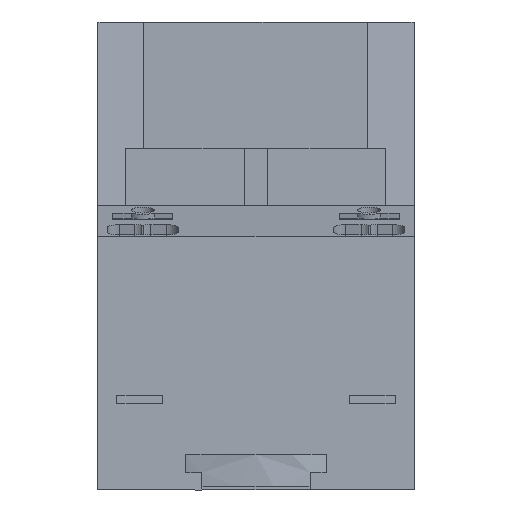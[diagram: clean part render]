
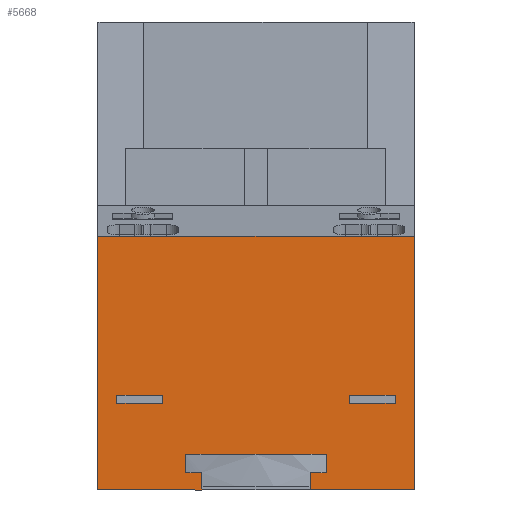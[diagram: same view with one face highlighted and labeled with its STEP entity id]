
A CAD part, front view. The second image highlights one B-rep face of the part: STEP entity #5668.
In plain terms, the highlighted planar face has unit normal (0, -1, 0).
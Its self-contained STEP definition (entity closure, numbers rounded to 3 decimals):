
#5486=AXIS2_PLACEMENT_3D('Plane Axis2P3D',#5483,#5484,#5485) ;
#2722=CARTESIAN_POINT('Line Origine',(0.,3.965,12.45)) ;
#2726=CARTESIAN_POINT('Vertex',(0.,3.965,0.)) ;
#2728=CARTESIAN_POINT('Vertex',(0.,3.965,24.9)) ;
#2943=CARTESIAN_POINT('Vertex',(31.,3.965,0.)) ;
#3089=CARTESIAN_POINT('Vertex',(31.,3.965,24.9)) ;
#3092=CARTESIAN_POINT('Line Origine',(31.,3.965,12.45)) ;
#5483=CARTESIAN_POINT('Axis2P3D Location',(0.,3.965,24.9)) ;
#5488=CARTESIAN_POINT('Line Origine',(5.101,3.965,0.)) ;
#5492=CARTESIAN_POINT('Vertex',(10.203,3.965,0.)) ;
#5495=CARTESIAN_POINT('Line Origine',(10.203,3.965,0.15)) ;
#5499=CARTESIAN_POINT('Vertex',(10.203,3.965,0.3)) ;
#5502=CARTESIAN_POINT('Line Origine',(10.203,3.965,1.)) ;
#5506=CARTESIAN_POINT('Vertex',(10.203,3.965,1.7)) ;
#5509=CARTESIAN_POINT('Line Origine',(9.401,3.965,1.7)) ;
#5513=CARTESIAN_POINT('Vertex',(8.6,3.965,1.7)) ;
#5516=CARTESIAN_POINT('Line Origine',(8.6,3.965,2.6)) ;
#5520=CARTESIAN_POINT('Vertex',(8.6,3.965,3.5)) ;
#5523=CARTESIAN_POINT('Line Origine',(10.04,3.965,3.5)) ;
#5527=CARTESIAN_POINT('Vertex',(11.481,3.965,3.5)) ;
#5530=CARTESIAN_POINT('Line Origine',(15.5,3.965,3.5)) ;
#5534=CARTESIAN_POINT('Vertex',(19.519,3.965,3.5)) ;
#5537=CARTESIAN_POINT('Line Origine',(20.96,3.965,3.5)) ;
#5541=CARTESIAN_POINT('Vertex',(22.4,3.965,3.5)) ;
#5544=CARTESIAN_POINT('Line Origine',(22.4,3.965,2.6)) ;
#5548=CARTESIAN_POINT('Vertex',(22.4,3.965,1.7)) ;
#5551=CARTESIAN_POINT('Line Origine',(21.599,3.965,1.7)) ;
#5555=CARTESIAN_POINT('Vertex',(20.797,3.965,1.7)) ;
#5558=CARTESIAN_POINT('Line Origine',(20.797,3.965,1.)) ;
#5562=CARTESIAN_POINT('Vertex',(20.797,3.965,0.3)) ;
#5565=CARTESIAN_POINT('Line Origine',(20.797,3.965,0.15)) ;
#5569=CARTESIAN_POINT('Vertex',(20.797,3.965,0.)) ;
#5572=CARTESIAN_POINT('Line Origine',(25.899,3.965,0.)) ;
#5577=CARTESIAN_POINT('Line Origine',(15.5,3.965,24.9)) ;
#5600=CARTESIAN_POINT('Line Origine',(4.1,3.965,8.5)) ;
#5604=CARTESIAN_POINT('Vertex',(1.85,3.965,8.5)) ;
#5606=CARTESIAN_POINT('Vertex',(6.35,3.965,8.5)) ;
#5609=CARTESIAN_POINT('Line Origine',(1.85,3.965,8.9)) ;
#5613=CARTESIAN_POINT('Vertex',(1.85,3.965,9.3)) ;
#5616=CARTESIAN_POINT('Line Origine',(4.1,3.965,9.3)) ;
#5620=CARTESIAN_POINT('Vertex',(6.35,3.965,9.3)) ;
#5623=CARTESIAN_POINT('Line Origine',(6.35,3.965,8.9)) ;
#5634=CARTESIAN_POINT('Line Origine',(29.15,3.965,8.9)) ;
#5638=CARTESIAN_POINT('Vertex',(29.15,3.965,9.3)) ;
#5640=CARTESIAN_POINT('Vertex',(29.15,3.965,8.5)) ;
#5643=CARTESIAN_POINT('Line Origine',(26.9,3.965,8.5)) ;
#5647=CARTESIAN_POINT('Vertex',(24.65,3.965,8.5)) ;
#5650=CARTESIAN_POINT('Line Origine',(24.65,3.965,8.9)) ;
#5654=CARTESIAN_POINT('Vertex',(24.65,3.965,9.3)) ;
#5657=CARTESIAN_POINT('Line Origine',(26.9,3.965,9.3)) ;
#2723=DIRECTION('Vector Direction',(0.,0.,-1.)) ;
#3093=DIRECTION('Vector Direction',(0.,0.,-1.)) ;
#5484=DIRECTION('Axis2P3D Direction',(0.,-1.,0.)) ;
#5485=DIRECTION('Axis2P3D XDirection',(0.,0.,-1.)) ;
#5489=DIRECTION('Vector Direction',(1.,0.,0.)) ;
#5496=DIRECTION('Vector Direction',(0.,0.,1.)) ;
#5503=DIRECTION('Vector Direction',(0.,0.,1.)) ;
#5510=DIRECTION('Vector Direction',(-1.,0.,0.)) ;
#5517=DIRECTION('Vector Direction',(0.,0.,1.)) ;
#5524=DIRECTION('Vector Direction',(1.,0.,0.)) ;
#5531=DIRECTION('Vector Direction',(1.,0.,0.)) ;
#5538=DIRECTION('Vector Direction',(1.,0.,0.)) ;
#5545=DIRECTION('Vector Direction',(0.,0.,-1.)) ;
#5552=DIRECTION('Vector Direction',(-1.,0.,0.)) ;
#5559=DIRECTION('Vector Direction',(0.,0.,-1.)) ;
#5566=DIRECTION('Vector Direction',(0.,0.,-1.)) ;
#5573=DIRECTION('Vector Direction',(1.,0.,0.)) ;
#5578=DIRECTION('Vector Direction',(1.,0.,0.)) ;
#5601=DIRECTION('Vector Direction',(1.,0.,0.)) ;
#5610=DIRECTION('Vector Direction',(0.,0.,1.)) ;
#5617=DIRECTION('Vector Direction',(-1.,0.,0.)) ;
#5624=DIRECTION('Vector Direction',(0.,0.,-1.)) ;
#5635=DIRECTION('Vector Direction',(0.,0.,-1.)) ;
#5644=DIRECTION('Vector Direction',(1.,0.,0.)) ;
#5651=DIRECTION('Vector Direction',(0.,0.,1.)) ;
#5658=DIRECTION('Vector Direction',(-1.,0.,0.)) ;
#2724=VECTOR('Line Direction',#2723,1.) ;
#3094=VECTOR('Line Direction',#3093,1.) ;
#5490=VECTOR('Line Direction',#5489,1.) ;
#5497=VECTOR('Line Direction',#5496,1.) ;
#5504=VECTOR('Line Direction',#5503,1.) ;
#5511=VECTOR('Line Direction',#5510,1.) ;
#5518=VECTOR('Line Direction',#5517,1.) ;
#5525=VECTOR('Line Direction',#5524,1.) ;
#5532=VECTOR('Line Direction',#5531,1.) ;
#5539=VECTOR('Line Direction',#5538,1.) ;
#5546=VECTOR('Line Direction',#5545,1.) ;
#5553=VECTOR('Line Direction',#5552,1.) ;
#5560=VECTOR('Line Direction',#5559,1.) ;
#5567=VECTOR('Line Direction',#5566,1.) ;
#5574=VECTOR('Line Direction',#5573,1.) ;
#5579=VECTOR('Line Direction',#5578,1.) ;
#5602=VECTOR('Line Direction',#5601,1.) ;
#5611=VECTOR('Line Direction',#5610,1.) ;
#5618=VECTOR('Line Direction',#5617,1.) ;
#5625=VECTOR('Line Direction',#5624,1.) ;
#5636=VECTOR('Line Direction',#5635,1.) ;
#5645=VECTOR('Line Direction',#5644,1.) ;
#5652=VECTOR('Line Direction',#5651,1.) ;
#5659=VECTOR('Line Direction',#5658,1.) ;
#5583=ORIENTED_EDGE('',*,*,#2730,.F.) ;
#5584=ORIENTED_EDGE('',*,*,#5494,.T.) ;
#5585=ORIENTED_EDGE('',*,*,#5501,.F.) ;
#5586=ORIENTED_EDGE('',*,*,#5508,.F.) ;
#5587=ORIENTED_EDGE('',*,*,#5515,.F.) ;
#5588=ORIENTED_EDGE('',*,*,#5522,.F.) ;
#5589=ORIENTED_EDGE('',*,*,#5529,.F.) ;
#5590=ORIENTED_EDGE('',*,*,#5536,.F.) ;
#5591=ORIENTED_EDGE('',*,*,#5543,.F.) ;
#5592=ORIENTED_EDGE('',*,*,#5550,.F.) ;
#5593=ORIENTED_EDGE('',*,*,#5557,.F.) ;
#5594=ORIENTED_EDGE('',*,*,#5564,.F.) ;
#5595=ORIENTED_EDGE('',*,*,#5571,.F.) ;
#5596=ORIENTED_EDGE('',*,*,#5576,.T.) ;
#5597=ORIENTED_EDGE('',*,*,#3096,.F.) ;
#5598=ORIENTED_EDGE('',*,*,#5581,.F.) ;
#5629=ORIENTED_EDGE('',*,*,#5608,.F.) ;
#5630=ORIENTED_EDGE('',*,*,#5615,.F.) ;
#5631=ORIENTED_EDGE('',*,*,#5622,.F.) ;
#5632=ORIENTED_EDGE('',*,*,#5627,.F.) ;
#5663=ORIENTED_EDGE('',*,*,#5642,.T.) ;
#5664=ORIENTED_EDGE('',*,*,#5649,.F.) ;
#5665=ORIENTED_EDGE('',*,*,#5656,.T.) ;
#5666=ORIENTED_EDGE('',*,*,#5661,.F.) ;
#5633=FACE_BOUND('',#5628,.T.) ;
#5667=FACE_BOUND('',#5662,.T.) ;
#5668=ADVANCED_FACE('Sockel',(#5599,#5633,#5667),#5487,.T.) ;
#2730=EDGE_CURVE('',#2727,#2729,#2725,.F.) ;
#3096=EDGE_CURVE('',#3090,#2944,#3095,.T.) ;
#5494=EDGE_CURVE('',#2727,#5493,#5491,.T.) ;
#5501=EDGE_CURVE('',#5500,#5493,#5498,.F.) ;
#5508=EDGE_CURVE('',#5507,#5500,#5505,.F.) ;
#5515=EDGE_CURVE('',#5514,#5507,#5512,.F.) ;
#5522=EDGE_CURVE('',#5521,#5514,#5519,.F.) ;
#5529=EDGE_CURVE('',#5528,#5521,#5526,.F.) ;
#5536=EDGE_CURVE('',#5535,#5528,#5533,.F.) ;
#5543=EDGE_CURVE('',#5542,#5535,#5540,.F.) ;
#5550=EDGE_CURVE('',#5549,#5542,#5547,.F.) ;
#5557=EDGE_CURVE('',#5556,#5549,#5554,.F.) ;
#5564=EDGE_CURVE('',#5563,#5556,#5561,.F.) ;
#5571=EDGE_CURVE('',#5570,#5563,#5568,.F.) ;
#5576=EDGE_CURVE('',#5570,#2944,#5575,.T.) ;
#5581=EDGE_CURVE('',#2729,#3090,#5580,.T.) ;
#5608=EDGE_CURVE('',#5605,#5607,#5603,.T.) ;
#5615=EDGE_CURVE('',#5614,#5605,#5612,.F.) ;
#5622=EDGE_CURVE('',#5621,#5614,#5619,.T.) ;
#5627=EDGE_CURVE('',#5607,#5621,#5626,.F.) ;
#5642=EDGE_CURVE('',#5639,#5641,#5637,.T.) ;
#5649=EDGE_CURVE('',#5648,#5641,#5646,.T.) ;
#5656=EDGE_CURVE('',#5648,#5655,#5653,.T.) ;
#5661=EDGE_CURVE('',#5639,#5655,#5660,.T.) ;
#5582=EDGE_LOOP('',(#5583,#5584,#5585,#5586,#5587,#5588,#5589,#5590,#5591,#5592,#5593,#5594,#5595,#5596,#5597,#5598)) ;
#5628=EDGE_LOOP('',(#5629,#5630,#5631,#5632)) ;
#5662=EDGE_LOOP('',(#5663,#5664,#5665,#5666)) ;
#5599=FACE_OUTER_BOUND('',#5582,.T.) ;
#2725=LINE('Line',#2722,#2724) ;
#3095=LINE('Line',#3092,#3094) ;
#5491=LINE('Line',#5488,#5490) ;
#5498=LINE('Line',#5495,#5497) ;
#5505=LINE('Line',#5502,#5504) ;
#5512=LINE('Line',#5509,#5511) ;
#5519=LINE('Line',#5516,#5518) ;
#5526=LINE('Line',#5523,#5525) ;
#5533=LINE('Line',#5530,#5532) ;
#5540=LINE('Line',#5537,#5539) ;
#5547=LINE('Line',#5544,#5546) ;
#5554=LINE('Line',#5551,#5553) ;
#5561=LINE('Line',#5558,#5560) ;
#5568=LINE('Line',#5565,#5567) ;
#5575=LINE('Line',#5572,#5574) ;
#5580=LINE('Line',#5577,#5579) ;
#5603=LINE('Line',#5600,#5602) ;
#5612=LINE('Line',#5609,#5611) ;
#5619=LINE('Line',#5616,#5618) ;
#5626=LINE('Line',#5623,#5625) ;
#5637=LINE('Line',#5634,#5636) ;
#5646=LINE('Line',#5643,#5645) ;
#5653=LINE('Line',#5650,#5652) ;
#5660=LINE('Line',#5657,#5659) ;
#5487=PLANE('',#5486) ;
#2727=VERTEX_POINT('',#2726) ;
#2729=VERTEX_POINT('',#2728) ;
#2944=VERTEX_POINT('',#2943) ;
#3090=VERTEX_POINT('',#3089) ;
#5493=VERTEX_POINT('',#5492) ;
#5500=VERTEX_POINT('',#5499) ;
#5507=VERTEX_POINT('',#5506) ;
#5514=VERTEX_POINT('',#5513) ;
#5521=VERTEX_POINT('',#5520) ;
#5528=VERTEX_POINT('',#5527) ;
#5535=VERTEX_POINT('',#5534) ;
#5542=VERTEX_POINT('',#5541) ;
#5549=VERTEX_POINT('',#5548) ;
#5556=VERTEX_POINT('',#5555) ;
#5563=VERTEX_POINT('',#5562) ;
#5570=VERTEX_POINT('',#5569) ;
#5605=VERTEX_POINT('',#5604) ;
#5607=VERTEX_POINT('',#5606) ;
#5614=VERTEX_POINT('',#5613) ;
#5621=VERTEX_POINT('',#5620) ;
#5639=VERTEX_POINT('',#5638) ;
#5641=VERTEX_POINT('',#5640) ;
#5648=VERTEX_POINT('',#5647) ;
#5655=VERTEX_POINT('',#5654) ;
